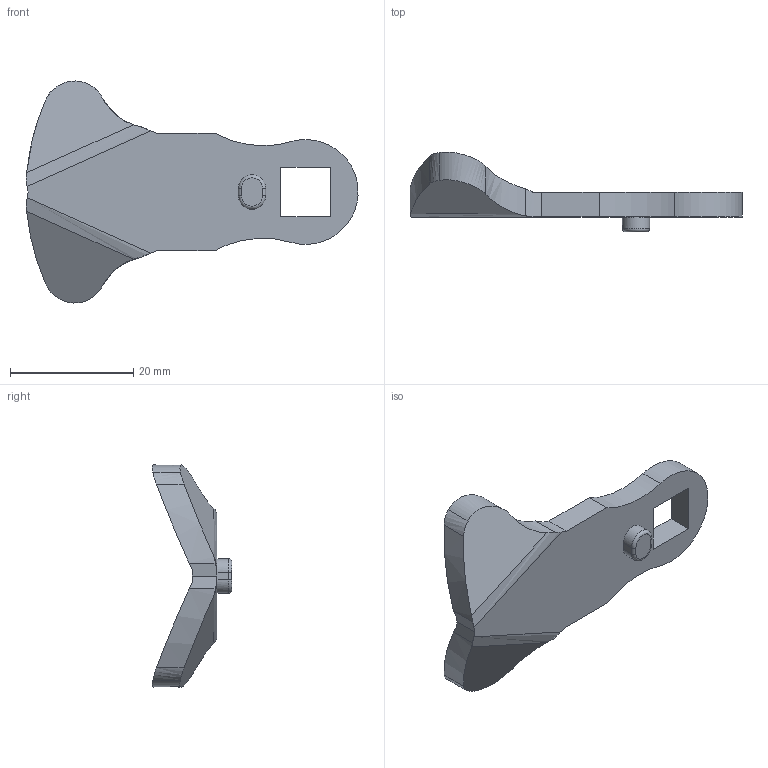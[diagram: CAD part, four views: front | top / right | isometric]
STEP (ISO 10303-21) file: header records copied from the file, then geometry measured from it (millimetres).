
FILE_DESCRIPTION((''),'2;1');
FILE_NAME('','2006-10-31T08:03:49',(''),(''),'','CADfix','');
FILE_SCHEMA(('AUTOMOTIVE_DESIGN'));
Length unit declared in the file: millimetre
Products named in the file (1): cam
Bounding box: 53.82 x 12.89 x 35.99 mm (x, y, z)
Volume: 4337.9 mm3; surface area: 3008.3 mm2
Topology: 1 solids, 1 shells, 51 faces, 133 edges, 86 vertices
Faces by surface type: bspline 51
Entity records: 1576 total; most frequent: CARTESIAN_POINT 803, ORIENTED_EDGE 266, EDGE_CURVE 133, VERTEX_POINT 86, QUASI_UNIFORM_CURVE 77, EDGE_LOOP 55, FACE_OUTER_BOUND 51, ADVANCED_FACE 51
